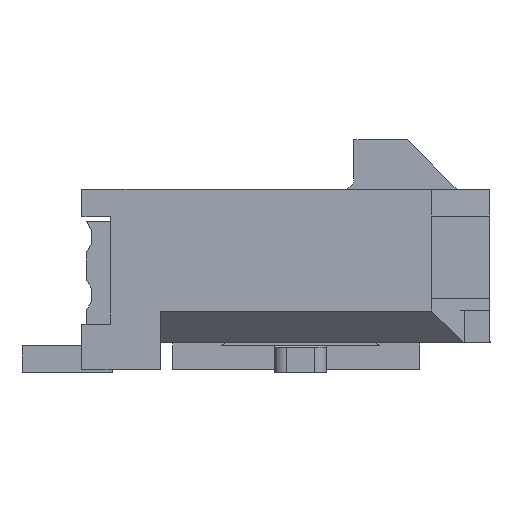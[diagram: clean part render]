
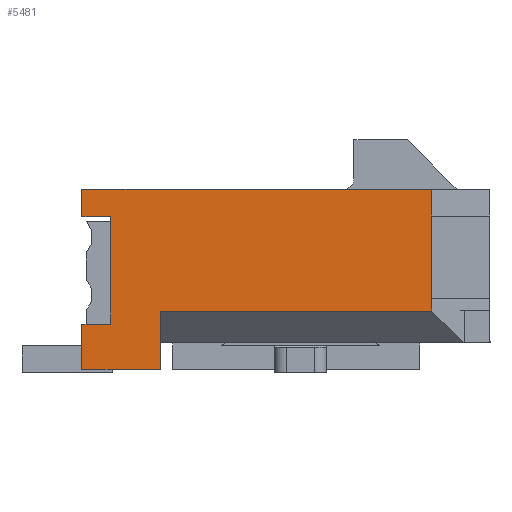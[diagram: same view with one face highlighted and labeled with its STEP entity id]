
A CAD part, left-side view. The second image highlights one B-rep face of the part: STEP entity #5481.
In plain terms, the highlighted planar face has unit normal (-1, 0, 0).
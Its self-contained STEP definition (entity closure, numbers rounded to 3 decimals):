
#646=ORIENTED_EDGE('',*,*,#2132,.T.);
#647=ORIENTED_EDGE('',*,*,#2133,.T.);
#648=ORIENTED_EDGE('',*,*,#2125,.T.);
#649=ORIENTED_EDGE('',*,*,#2134,.T.);
#650=ORIENTED_EDGE('',*,*,#2135,.F.);
#651=ORIENTED_EDGE('',*,*,#2136,.T.);
#652=ORIENTED_EDGE('',*,*,#2137,.F.);
#653=ORIENTED_EDGE('',*,*,#2138,.F.);
#654=ORIENTED_EDGE('',*,*,#2139,.F.);
#655=ORIENTED_EDGE('',*,*,#1767,.T.);
#656=ORIENTED_EDGE('',*,*,#2131,.T.);
#657=ORIENTED_EDGE('',*,*,#2140,.T.);
#1767=EDGE_CURVE('',#2559,#2558,#3074,.T.);
#2125=EDGE_CURVE('',#2836,#2837,#3432,.T.);
#2131=EDGE_CURVE('',#2558,#2841,#3438,.T.);
#2132=EDGE_CURVE('',#2842,#2843,#3439,.T.);
#2133=EDGE_CURVE('',#2843,#2836,#3440,.T.);
#2134=EDGE_CURVE('',#2837,#2844,#3441,.T.);
#2135=EDGE_CURVE('',#2845,#2844,#3442,.T.);
#2136=EDGE_CURVE('',#2845,#2846,#3443,.T.);
#2137=EDGE_CURVE('',#2847,#2846,#3444,.T.);
#2138=EDGE_CURVE('',#2848,#2847,#3445,.T.);
#2139=EDGE_CURVE('',#2559,#2848,#3446,.T.);
#2140=EDGE_CURVE('',#2841,#2842,#3447,.T.);
#2558=VERTEX_POINT('',#7822);
#2559=VERTEX_POINT('',#7824);
#2836=VERTEX_POINT('',#8523);
#2837=VERTEX_POINT('',#8524);
#2841=VERTEX_POINT('',#8534);
#2842=VERTEX_POINT('',#8538);
#2843=VERTEX_POINT('',#8539);
#2844=VERTEX_POINT('',#8542);
#2845=VERTEX_POINT('',#8544);
#2846=VERTEX_POINT('',#8546);
#2847=VERTEX_POINT('',#8548);
#2848=VERTEX_POINT('',#8550);
#3074=LINE('',#7823,#3851);
#3432=LINE('',#8522,#4209);
#3438=LINE('',#8535,#4215);
#3439=LINE('',#8537,#4216);
#3440=LINE('',#8540,#4217);
#3441=LINE('',#8541,#4218);
#3442=LINE('',#8543,#4219);
#3443=LINE('',#8545,#4220);
#3444=LINE('',#8547,#4221);
#3445=LINE('',#8549,#4222);
#3446=LINE('',#8551,#4223);
#3447=LINE('',#8552,#4224);
#3851=VECTOR('',#6351,1000.);
#4209=VECTOR('',#6837,1000.);
#4215=VECTOR('',#6845,1000.);
#4216=VECTOR('',#6848,1000.);
#4217=VECTOR('',#6849,1000.);
#4218=VECTOR('',#6850,1000.);
#4219=VECTOR('',#6851,1000.);
#4220=VECTOR('',#6852,1000.);
#4221=VECTOR('',#6853,1000.);
#4222=VECTOR('',#6854,1000.);
#4223=VECTOR('',#6855,1000.);
#4224=VECTOR('',#6856,1000.);
#4625=EDGE_LOOP('',(#646,#647,#648,#649,#650,#651,#652,#653,#654,#655,#656,
#657));
#4924=FACE_BOUND('',#4625,.T.);
#5208=PLANE('',#5997);
#5481=ADVANCED_FACE('',(#4924),#5208,.T.);
#5997=AXIS2_PLACEMENT_3D('',#8536,#6846,#6847);
#6351=DIRECTION('',(0.,1.,0.));
#6837=DIRECTION('',(0.,0.,-1.));
#6845=DIRECTION('',(0.,0.,-1.));
#6846=DIRECTION('',(-1.,0.,0.));
#6847=DIRECTION('',(0.,0.,1.));
#6848=DIRECTION('',(0.,0.,-1.));
#6849=DIRECTION('',(0.,1.,0.));
#6850=DIRECTION('',(0.,-1.,0.));
#6851=DIRECTION('',(0.,0.,-1.));
#6852=DIRECTION('',(0.,-1.,0.));
#6853=DIRECTION('',(0.,0.,-1.));
#6854=DIRECTION('',(0.,0.,-1.));
#6855=DIRECTION('',(0.,0.,-1.));
#6856=DIRECTION('',(0.,-1.,0.));
#7822=CARTESIAN_POINT('',(-10.825,4.95,2.185));
#7823=CARTESIAN_POINT('',(-10.825,-4.95,2.185));
#7824=CARTESIAN_POINT('',(-10.825,-3.536,2.185));
#8522=CARTESIAN_POINT('',(-10.825,4.95,2.185));
#8523=CARTESIAN_POINT('',(-10.825,4.95,-1.085));
#8524=CARTESIAN_POINT('',(-10.825,4.95,-2.185));
#8534=CARTESIAN_POINT('',(-10.825,4.95,1.515));
#8535=CARTESIAN_POINT('',(-10.825,4.95,2.185));
#8536=CARTESIAN_POINT('',(-10.825,0.,0.));
#8537=CARTESIAN_POINT('',(-10.825,4.25,0.));
#8538=CARTESIAN_POINT('',(-10.825,4.25,1.515));
#8539=CARTESIAN_POINT('',(-10.825,4.25,-1.085));
#8540=CARTESIAN_POINT('',(-10.825,0.,-1.085));
#8541=CARTESIAN_POINT('',(-10.825,4.95,-2.185));
#8542=CARTESIAN_POINT('',(-10.825,3.05,-2.185));
#8543=CARTESIAN_POINT('',(-10.825,3.05,-2.185));
#8544=CARTESIAN_POINT('',(-10.825,3.05,-0.771));
#8545=CARTESIAN_POINT('',(-10.825,3.05,-0.771));
#8546=CARTESIAN_POINT('',(-10.825,-3.536,-0.771));
#8547=CARTESIAN_POINT('',(-10.825,-3.536,0.));
#8548=CARTESIAN_POINT('',(-10.825,-3.536,-0.465));
#8549=CARTESIAN_POINT('',(-10.825,-3.536,1.535));
#8550=CARTESIAN_POINT('',(-10.825,-3.536,1.535));
#8551=CARTESIAN_POINT('',(-10.825,-3.536,0.));
#8552=CARTESIAN_POINT('',(-10.825,0.,1.515));
